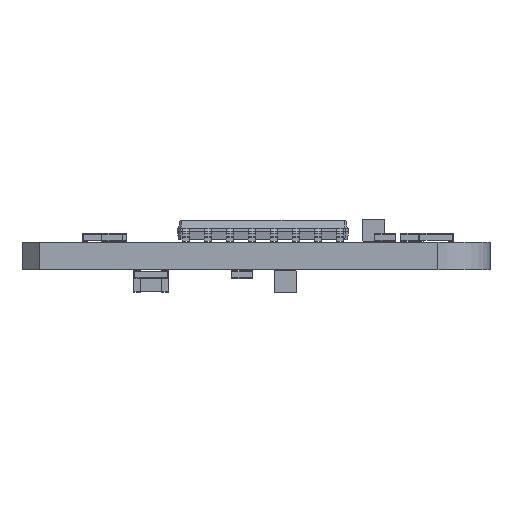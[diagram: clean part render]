
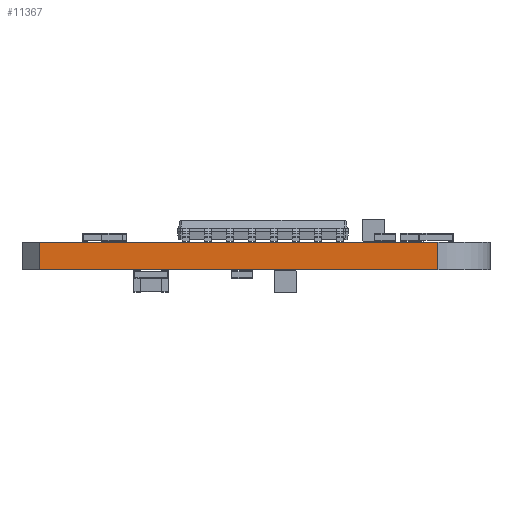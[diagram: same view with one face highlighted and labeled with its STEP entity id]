
A CAD part, left-side view. The second image highlights one B-rep face of the part: STEP entity #11367.
In plain terms, the highlighted planar face has unit normal (-1, 0, 0).
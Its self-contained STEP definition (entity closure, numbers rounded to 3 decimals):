
#10256 = VERTEX_POINT('',#10257);
#10257 = CARTESIAN_POINT('',(97.706,-109.509,0.));
#10263 = EDGE_CURVE('',#10264,#10256,#10266,.T.);
#10264 = VERTEX_POINT('',#10265);
#10265 = CARTESIAN_POINT('',(97.706,-132.509,0.));
#10266 = LINE('',#10267,#10268);
#10267 = CARTESIAN_POINT('',(97.706,-132.509,0.));
#10268 = VECTOR('',#10269,1.);
#10269 = DIRECTION('',(0.,1.,0.));
#10772 = VERTEX_POINT('',#10773);
#10773 = CARTESIAN_POINT('',(97.706,-109.509,1.6));
#10779 = EDGE_CURVE('',#10780,#10772,#10782,.T.);
#10780 = VERTEX_POINT('',#10781);
#10781 = CARTESIAN_POINT('',(97.706,-132.509,1.6));
#10782 = LINE('',#10783,#10784);
#10783 = CARTESIAN_POINT('',(97.706,-132.509,1.6));
#10784 = VECTOR('',#10785,1.);
#10785 = DIRECTION('',(0.,1.,0.));
#11337 = EDGE_CURVE('',#10256,#10772,#11338,.T.);
#11338 = LINE('',#11339,#11340);
#11339 = CARTESIAN_POINT('',(97.706,-109.509,0.));
#11340 = VECTOR('',#11341,1.);
#11341 = DIRECTION('',(0.,0.,1.));
#11367 = ADVANCED_FACE('',(#11368),#11379,.T.);
#11368 = FACE_BOUND('',#11369,.T.);
#11369 = EDGE_LOOP('',(#11370,#11376,#11377,#11378));
#11370 = ORIENTED_EDGE('',*,*,#11371,.T.);
#11371 = EDGE_CURVE('',#10264,#10780,#11372,.T.);
#11372 = LINE('',#11373,#11374);
#11373 = CARTESIAN_POINT('',(97.706,-132.509,0.));
#11374 = VECTOR('',#11375,1.);
#11375 = DIRECTION('',(0.,0.,1.));
#11376 = ORIENTED_EDGE('',*,*,#10779,.T.);
#11377 = ORIENTED_EDGE('',*,*,#11337,.F.);
#11378 = ORIENTED_EDGE('',*,*,#10263,.F.);
#11379 = PLANE('',#11380);
#11380 = AXIS2_PLACEMENT_3D('',#11381,#11382,#11383);
#11381 = CARTESIAN_POINT('',(97.706,-132.509,0.));
#11382 = DIRECTION('',(-1.,0.,0.));
#11383 = DIRECTION('',(0.,1.,0.));
